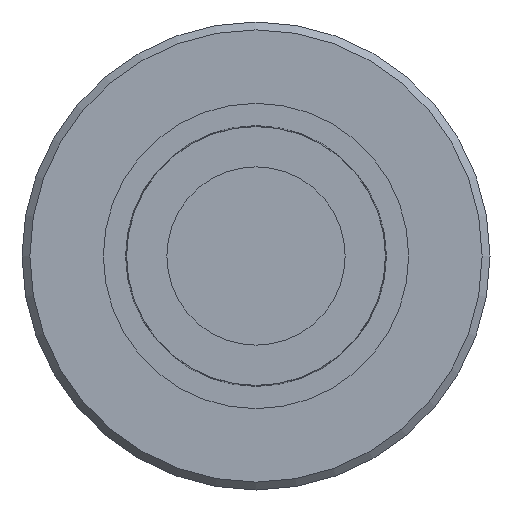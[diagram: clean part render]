
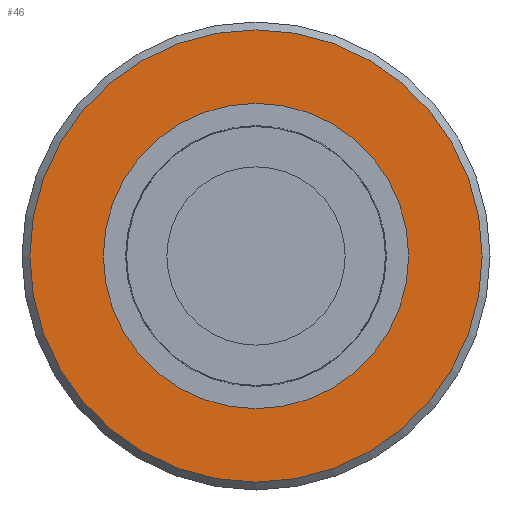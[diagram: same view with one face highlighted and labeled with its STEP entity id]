
A CAD part, front view. The second image highlights one B-rep face of the part: STEP entity #46.
In plain terms, the highlighted planar face has unit normal (0, -1, 0).
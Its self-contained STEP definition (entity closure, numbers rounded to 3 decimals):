
#46 = ADVANCED_FACE( '', ( #103, #104 ), #105, .F. );
#103 = FACE_BOUND( '', #181, .T. );
#104 = FACE_OUTER_BOUND( '', #182, .T. );
#105 = PLANE( '', #183 );
#181 = EDGE_LOOP( '', ( #257 ) );
#182 = EDGE_LOOP( '', ( #258 ) );
#183 = AXIS2_PLACEMENT_3D( '', #259, #260, #261 );
#257 = ORIENTED_EDGE( '', *, *, #358, .F. );
#258 = ORIENTED_EDGE( '', *, *, #352, .T. );
#259 = CARTESIAN_POINT( '', ( 10.146, -11., 0. ) );
#260 = DIRECTION( '', ( 0., 1., 0. ) );
#261 = DIRECTION( '', ( 0., 0., 1. ) );
#352 = EDGE_CURVE( '', #388, #388, #389, .T. );
#358 = EDGE_CURVE( '', #398, #398, #399, .T. );
#388 = VERTEX_POINT( '', #440 );
#389 = CIRCLE( '', #441, 10.146 );
#398 = VERTEX_POINT( '', #450 );
#399 = CIRCLE( '', #451, 6.85 );
#440 = CARTESIAN_POINT( '', ( 0., -11., -10.146 ) );
#441 = AXIS2_PLACEMENT_3D( '', #491, #492, #493 );
#450 = CARTESIAN_POINT( '', ( 0., -11., -6.85 ) );
#451 = AXIS2_PLACEMENT_3D( '', #503, #504, #505 );
#491 = CARTESIAN_POINT( '', ( 0., -11., 0. ) );
#492 = DIRECTION( '', ( 0., -1., 0. ) );
#493 = DIRECTION( '', ( 0., 0., -1. ) );
#503 = CARTESIAN_POINT( '', ( 0., -11., 0. ) );
#504 = DIRECTION( '', ( 0., -1., 0. ) );
#505 = DIRECTION( '', ( 0., 0., -1. ) );
